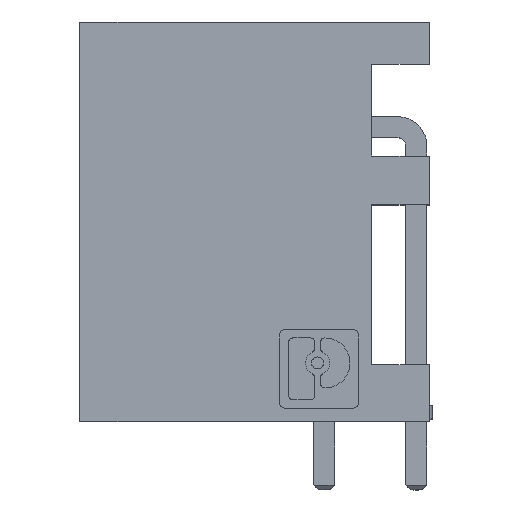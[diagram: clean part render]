
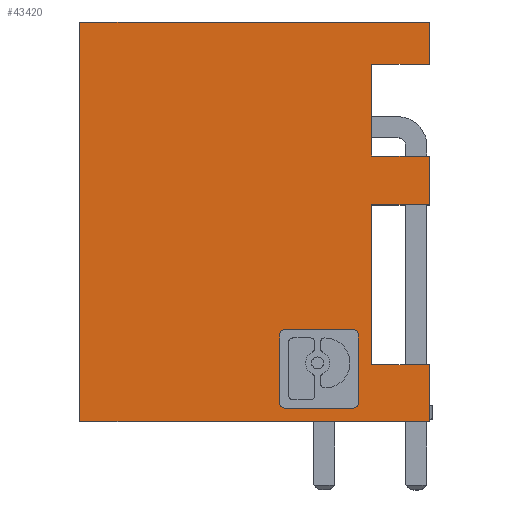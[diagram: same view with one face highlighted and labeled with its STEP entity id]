
A CAD part, top view. The second image highlights one B-rep face of the part: STEP entity #43420.
In plain terms, the highlighted face is planar.
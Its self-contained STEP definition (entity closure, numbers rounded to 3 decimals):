
#2360=CARTESIAN_POINT('',(-75.551,-17.017,
-8.275));
#2370=VERTEX_POINT('',#2360);
#2400=CARTESIAN_POINT('',(-75.551,0.,-8.275));
#2410=DIRECTION('',(0.,-1.,0.));
#2420=VECTOR('',#2410,1.);
#2430=LINE('',#2400,#2420);
#2440=CARTESIAN_POINT('',(-75.551,-14.867,
-8.275));
#2450=VERTEX_POINT('',#2440);
#2460=EDGE_CURVE('',#2450,#2370,#2430,.T.);
#11840=CARTESIAN_POINT('',(-72.641,-16.307,
-8.275));
#11850=DIRECTION('',(0.,0.,-1.));
#11860=DIRECTION('',(-1.,0.,0.));
#11870=AXIS2_PLACEMENT_3D('',#11840,#11850,#11860);
#11880=CIRCLE('',#11870,0.211);
#11890=CARTESIAN_POINT('',(-72.641,-16.517,
-8.275));
#11900=VERTEX_POINT('',#11890);
#11910=CARTESIAN_POINT('',(-72.851,-16.307,
-8.275));
#11920=VERTEX_POINT('',#11910);
#11930=EDGE_CURVE('',#11900,#11920,#11880,.T.);
#16910=CARTESIAN_POINT('',(-69.851,0.,-8.275));
#16920=DIRECTION('',(0.,-1.,0.));
#16930=VECTOR('',#16920,1.);
#16940=LINE('',#16910,#16930);
#16950=CARTESIAN_POINT('',(-69.851,-13.728,
-8.275));
#16960=VERTEX_POINT('',#16950);
#16970=CARTESIAN_POINT('',(-69.851,-16.307,
-8.275));
#16980=VERTEX_POINT('',#16970);
#16990=EDGE_CURVE('',#16960,#16980,#16940,.T.);
#18240=CARTESIAN_POINT('',(-70.062,-13.728,
-8.275));
#18250=DIRECTION('',(0.,0.,-1.));
#18260=DIRECTION('',(-1.,0.,0.));
#18270=AXIS2_PLACEMENT_3D('',#18240,#18250,#18260);
#18280=CIRCLE('',#18270,0.211);
#18290=CARTESIAN_POINT('',(-70.062,-13.517,
-8.275));
#18300=VERTEX_POINT('',#18290);
#18310=EDGE_CURVE('',#18300,#16960,#18280,.T.);
#21630=CARTESIAN_POINT('',(0.,-13.517,-8.275));
#21640=DIRECTION('',(1.,0.,0.));
#21650=VECTOR('',#21640,1.);
#21660=LINE('',#21630,#21650);
#21670=CARTESIAN_POINT('',(-72.641,-13.517,
-8.275));
#21680=VERTEX_POINT('',#21670);
#21690=EDGE_CURVE('',#21680,#18300,#21660,.T.);
#26250=CARTESIAN_POINT('',(-62.843,-5.817,
-8.275));
#26260=DIRECTION('',(0.,0.,-1.));
#26270=DIRECTION('',(0.,1.,0.));
#26280=AXIS2_PLACEMENT_3D('',#26250,#26260,#26270);
#26290=PLANE('',#26280);
#27110=CARTESIAN_POINT('',(-72.851,0.,-8.275));
#27120=DIRECTION('',(0.,1.,0.));
#27130=VECTOR('',#27120,1.);
#27140=LINE('',#27110,#27130);
#27150=CARTESIAN_POINT('',(-72.851,-13.728,
-8.275));
#27160=VERTEX_POINT('',#27150);
#27170=EDGE_CURVE('',#11920,#27160,#27140,.T.);
#29290=CARTESIAN_POINT('',(0.,-16.517,-8.275));
#29300=DIRECTION('',(-1.,0.,0.));
#29310=VECTOR('',#29300,1.);
#29320=LINE('',#29290,#29310);
#29330=CARTESIAN_POINT('',(-70.062,-16.517,
-8.275));
#29340=VERTEX_POINT('',#29330);
#29350=EDGE_CURVE('',#29340,#11900,#29320,.T.);
#30720=CARTESIAN_POINT('',(-75.551,-8.767,
-8.275));
#30730=VERTEX_POINT('',#30720);
#30760=CARTESIAN_POINT('',(-75.551,0.,-8.275));
#30770=DIRECTION('',(0.,-1.,0.));
#30780=VECTOR('',#30770,1.);
#30790=LINE('',#30760,#30780);
#30800=CARTESIAN_POINT('',(-75.551,-6.917,
-8.275));
#30810=VERTEX_POINT('',#30800);
#30820=EDGE_CURVE('',#30810,#30730,#30790,.T.);
#32240=CARTESIAN_POINT('',(-70.062,-16.307,
-8.275));
#32250=DIRECTION('',(0.,0.,-1.));
#32260=DIRECTION('',(-1.,0.,0.));
#32270=AXIS2_PLACEMENT_3D('',#32240,#32250,#32260);
#32280=CIRCLE('',#32270,0.211);
#32290=EDGE_CURVE('',#16980,#29340,#32280,.T.);
#37500=CARTESIAN_POINT('',(-72.641,-13.728,
-8.275));
#37510=DIRECTION('',(0.,0.,-1.));
#37520=DIRECTION('',(-1.,0.,0.));
#37530=AXIS2_PLACEMENT_3D('',#37500,#37510,#37520);
#37540=CIRCLE('',#37530,0.211);
#37550=EDGE_CURVE('',#27160,#21680,#37540,.T.);
#42520=CARTESIAN_POINT('',(0.,-1.817,-8.275));
#42530=DIRECTION('',(-1.,0.,0.));
#42540=VECTOR('',#42530,1.);
#42550=LINE('',#42520,#42540);
#42560=CARTESIAN_POINT('',(-62.251,-1.817,
-8.275));
#42570=VERTEX_POINT('',#42560);
#42580=CARTESIAN_POINT('',(-75.551,-1.817,
-8.275));
#42590=VERTEX_POINT('',#42580);
#42600=EDGE_CURVE('',#42570,#42590,#42550,.T.);
#42610=ORIENTED_EDGE('',*,*,#42600,.F.);
#42620=CARTESIAN_POINT('',(-75.551,0.,-8.275));
#42630=DIRECTION('',(0.,-1.,0.));
#42640=VECTOR('',#42630,1.);
#42650=LINE('',#42620,#42640);
#42660=CARTESIAN_POINT('',(-75.551,-3.417,
-8.275));
#42670=VERTEX_POINT('',#42660);
#42680=EDGE_CURVE('',#42590,#42670,#42650,.T.);
#42690=ORIENTED_EDGE('',*,*,#42680,.F.);
#42700=CARTESIAN_POINT('',(0.,-3.417,-8.275));
#42710=DIRECTION('',(1.,0.,0.));
#42720=VECTOR('',#42710,1.);
#42730=LINE('',#42700,#42720);
#42740=CARTESIAN_POINT('',(-73.351,-3.417,
-8.275));
#42750=VERTEX_POINT('',#42740);
#42760=EDGE_CURVE('',#42670,#42750,#42730,.T.);
#42770=ORIENTED_EDGE('',*,*,#42760,.F.);
#42780=CARTESIAN_POINT('',(-73.351,0.,-8.275));
#42790=DIRECTION('',(0.,-1.,0.));
#42800=VECTOR('',#42790,1.);
#42810=LINE('',#42780,#42800);
#42820=CARTESIAN_POINT('',(-73.351,-6.917,
-8.275));
#42830=VERTEX_POINT('',#42820);
#42840=EDGE_CURVE('',#42750,#42830,#42810,.T.);
#42850=ORIENTED_EDGE('',*,*,#42840,.F.);
#42860=CARTESIAN_POINT('',(0.,-6.917,-8.275));
#42870=DIRECTION('',(1.,0.,0.));
#42880=VECTOR('',#42870,1.);
#42890=LINE('',#42860,#42880);
#42900=EDGE_CURVE('',#30810,#42830,#42890,.T.);
#42910=ORIENTED_EDGE('',*,*,#42900,.T.);
#42920=ORIENTED_EDGE('',*,*,#30820,.F.);
#42930=CARTESIAN_POINT('',(0.,-8.767,-8.275));
#42940=DIRECTION('',(1.,0.,0.));
#42950=VECTOR('',#42940,1.);
#42960=LINE('',#42930,#42950);
#42970=CARTESIAN_POINT('',(-73.351,-8.767,
-8.275));
#42980=VERTEX_POINT('',#42970);
#42990=EDGE_CURVE('',#30730,#42980,#42960,.T.);
#43000=ORIENTED_EDGE('',*,*,#42990,.F.);
#43010=CARTESIAN_POINT('',(-73.351,0.,-8.275));
#43020=DIRECTION('',(0.,-1.,0.));
#43030=VECTOR('',#43020,1.);
#43040=LINE('',#43010,#43030);
#43050=CARTESIAN_POINT('',(-73.351,-14.867,
-8.275));
#43060=VERTEX_POINT('',#43050);
#43070=EDGE_CURVE('',#42980,#43060,#43040,.T.);
#43080=ORIENTED_EDGE('',*,*,#43070,.F.);
#43090=CARTESIAN_POINT('',(0.,-14.867,-8.275));
#43100=DIRECTION('',(-1.,0.,0.));
#43110=VECTOR('',#43100,1.);
#43120=LINE('',#43090,#43110);
#43130=EDGE_CURVE('',#43060,#2450,#43120,.T.);
#43140=ORIENTED_EDGE('',*,*,#43130,.F.);
#43150=ORIENTED_EDGE('',*,*,#2460,.F.);
#43160=CARTESIAN_POINT('',(0.,-17.017,-8.275));
#43170=DIRECTION('',(-1.,0.,0.));
#43180=VECTOR('',#43170,1.);
#43190=LINE('',#43160,#43180);
#43200=CARTESIAN_POINT('',(-62.251,-17.017,-8.275
));
#43210=VERTEX_POINT('',#43200);
#43220=EDGE_CURVE('',#43210,#2370,#43190,.T.);
#43230=ORIENTED_EDGE('',*,*,#43220,.T.);
#43240=CARTESIAN_POINT('',(-62.251,0.,-8.275));
#43250=DIRECTION('',(0.,1.,0.));
#43260=VECTOR('',#43250,1.);
#43270=LINE('',#43240,#43260);
#43280=EDGE_CURVE('',#43210,#42570,#43270,.T.);
#43290=ORIENTED_EDGE('',*,*,#43280,.F.);
#43300=EDGE_LOOP('',(#43290,#43230,#43150,#43140,#43080,#43000,#42920,
#42910,#42850,#42770,#42690,#42610));
#43310=FACE_OUTER_BOUND('',#43300,.T.);
#43320=ORIENTED_EDGE('',*,*,#16990,.F.);
#43330=ORIENTED_EDGE('',*,*,#32290,.F.);
#43340=ORIENTED_EDGE('',*,*,#29350,.F.);
#43350=ORIENTED_EDGE('',*,*,#11930,.F.);
#43360=ORIENTED_EDGE('',*,*,#27170,.F.);
#43370=ORIENTED_EDGE('',*,*,#37550,.F.);
#43380=ORIENTED_EDGE('',*,*,#21690,.F.);
#43390=ORIENTED_EDGE('',*,*,#18310,.F.);
#43400=EDGE_LOOP('',(#43390,#43380,#43370,#43360,#43350,#43340,#43330,
#43320));
#43410=FACE_BOUND('',#43400,.T.);
#43420=ADVANCED_FACE('',(#43310,#43410),#26290,.T.);
